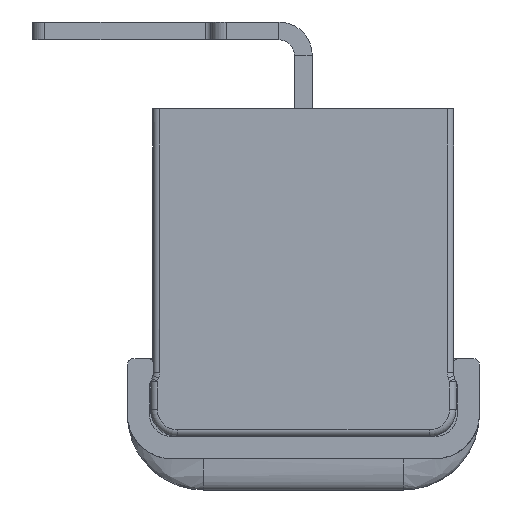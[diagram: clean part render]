
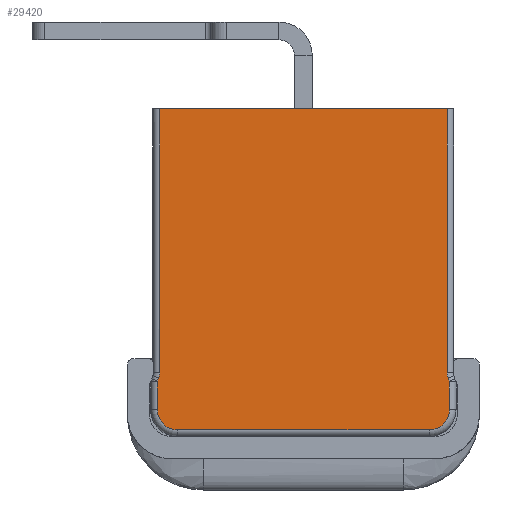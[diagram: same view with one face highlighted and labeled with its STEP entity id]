
A CAD part, left-side view. The second image highlights one B-rep face of the part: STEP entity #29420.
In plain terms, the highlighted planar face has unit normal (-1, 0, 0).
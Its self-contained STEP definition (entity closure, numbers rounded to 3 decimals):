
#16530=CARTESIAN_POINT('',(-23.61,5.65,-9.7));
#16531=VERTEX_POINT('',#16530);
#16532=CARTESIAN_POINT('',(-23.61,-5.65,-9.7));
#16533=VERTEX_POINT('',#16532);
#16534=CARTESIAN_POINT('',(-23.61,5.65,-9.7));
#16535=DIRECTION('',(0.,-1.,0.));
#16536=VECTOR('',#16535,11.3);
#16537=LINE('',#16534,#16536);
#16538=EDGE_CURVE('',#16531,#16533,#16537,.T.);
#22585=CARTESIAN_POINT('',(-23.61,-6.45,-7.129));
#22586=VERTEX_POINT('',#22585);
#22587=CARTESIAN_POINT('',(-23.61,-6.45,4.7));
#22588=VERTEX_POINT('',#22587);
#22589=CARTESIAN_POINT('',(-23.61,-6.45,-7.129));
#22590=DIRECTION('',(0.,0.,1.));
#22591=VECTOR('',#22590,11.829);
#22592=LINE('',#22589,#22591);
#22593=EDGE_CURVE('',#22586,#22588,#22592,.T.);
#22627=CARTESIAN_POINT('',(-23.61,-6.492,-7.369));
#22628=VERTEX_POINT('',#22627);
#22629=CARTESIAN_POINT('',(-23.61,-7.15,-7.129));
#22630=DIRECTION('',(0.,0.94,-0.342));
#22631=DIRECTION('',(1.,0.,0.));
#22632=AXIS2_PLACEMENT_3D('',#22629,#22631,#22630);
#22633=CIRCLE('',#22632,0.7);
#22634=EDGE_CURVE('',#22628,#22586,#22633,.T.);
#22653=CARTESIAN_POINT('',(-23.61,-6.544,-7.511));
#22654=VERTEX_POINT('',#22653);
#22655=CARTESIAN_POINT('',(-23.61,-6.544,-7.511));
#22656=DIRECTION('',(0.,0.342,0.94));
#22657=VECTOR('',#22656,0.151);
#22658=LINE('',#22655,#22657);
#22659=EDGE_CURVE('',#22654,#22628,#22658,.T.);
#22690=CARTESIAN_POINT('',(-23.61,-6.55,-7.545));
#22691=VERTEX_POINT('',#22690);
#22692=CARTESIAN_POINT('',(-23.61,-6.45,-7.545));
#22693=DIRECTION('',(0.,-1.,0.));
#22694=DIRECTION('',(-1.,0.,0.));
#22695=AXIS2_PLACEMENT_3D('',#22692,#22694,#22693);
#22696=CIRCLE('',#22695,0.1);
#22697=EDGE_CURVE('',#22691,#22654,#22696,.T.);
#22829=CARTESIAN_POINT('',(-23.61,6.544,-7.511));
#22830=VERTEX_POINT('',#22829);
#22831=CARTESIAN_POINT('',(-23.61,6.55,-7.545));
#22832=VERTEX_POINT('',#22831);
#22833=CARTESIAN_POINT('',(-23.61,6.45,-7.545));
#22834=DIRECTION('',(0.,0.94,0.342));
#22835=DIRECTION('',(-1.,0.,0.));
#22836=AXIS2_PLACEMENT_3D('',#22833,#22835,#22834);
#22837=CIRCLE('',#22836,0.1);
#22838=EDGE_CURVE('',#22830,#22832,#22837,.T.);
#22864=CARTESIAN_POINT('',(-23.61,6.492,-7.369));
#22865=VERTEX_POINT('',#22864);
#22866=CARTESIAN_POINT('',(-23.61,6.492,-7.369));
#22867=DIRECTION('',(0.,0.342,-0.94));
#22868=VECTOR('',#22867,0.151);
#22869=LINE('',#22866,#22868);
#22870=EDGE_CURVE('',#22865,#22830,#22869,.T.);
#22889=CARTESIAN_POINT('',(-23.61,6.45,-7.129));
#22890=VERTEX_POINT('',#22889);
#22891=CARTESIAN_POINT('',(-23.61,7.15,-7.129));
#22892=DIRECTION('',(0.,-1.,0.));
#22893=DIRECTION('',(1.,0.,0.));
#22894=AXIS2_PLACEMENT_3D('',#22891,#22893,#22892);
#22895=CIRCLE('',#22894,0.7);
#22896=EDGE_CURVE('',#22890,#22865,#22895,.T.);
#22926=CARTESIAN_POINT('',(-23.61,6.45,4.7));
#22927=VERTEX_POINT('',#22926);
#22928=CARTESIAN_POINT('',(-23.61,6.45,-7.129));
#22929=DIRECTION('',(0.,0.,1.));
#22930=VECTOR('',#22929,11.829);
#22931=LINE('',#22928,#22930);
#22932=EDGE_CURVE('',#22890,#22927,#22931,.T.);
#29368=CARTESIAN_POINT('',(-23.61,5.65,-8.8));
#29369=DIRECTION('',(0.,-1.,0.));
#29370=DIRECTION('',(-1.,0.,0.));
#29371=AXIS2_PLACEMENT_3D('',#29368,#29370,#29369);
#29372=PLANE('',#29371);
#29373=ORIENTED_EDGE('',*,*,#22932,.F.);
#29374=ORIENTED_EDGE('',*,*,#22896,.T.);
#29375=ORIENTED_EDGE('',*,*,#22870,.T.);
#29376=ORIENTED_EDGE('',*,*,#22838,.T.);
#29377=CARTESIAN_POINT('',(-23.61,6.55,-8.8));
#29378=VERTEX_POINT('',#29377);
#29379=CARTESIAN_POINT('',(-23.61,6.55,-7.545));
#29380=DIRECTION('',(0.,0.,-1.));
#29381=VECTOR('',#29380,1.255);
#29382=LINE('',#29379,#29381);
#29383=EDGE_CURVE('',#22832,#29378,#29382,.T.);
#29384=ORIENTED_EDGE('',*,*,#29383,.T.);
#29385=CARTESIAN_POINT('',(-23.61,5.65,-8.8));
#29386=DIRECTION('',(0.,1.,0.));
#29387=DIRECTION('',(-1.,0.,0.));
#29388=AXIS2_PLACEMENT_3D('',#29385,#29387,#29386);
#29389=CIRCLE('',#29388,0.9);
#29390=EDGE_CURVE('',#29378,#16531,#29389,.T.);
#29391=ORIENTED_EDGE('',*,*,#29390,.T.);
#29392=ORIENTED_EDGE('',*,*,#16538,.T.);
#29393=CARTESIAN_POINT('',(-23.61,-6.55,-8.8));
#29394=VERTEX_POINT('',#29393);
#29395=CARTESIAN_POINT('',(-23.61,-5.65,-8.8));
#29396=DIRECTION('',(0.,0.,-1.));
#29397=DIRECTION('',(-1.,0.,0.));
#29398=AXIS2_PLACEMENT_3D('',#29395,#29397,#29396);
#29399=CIRCLE('',#29398,0.9);
#29400=EDGE_CURVE('',#16533,#29394,#29399,.T.);
#29401=ORIENTED_EDGE('',*,*,#29400,.T.);
#29402=CARTESIAN_POINT('',(-23.61,-6.55,-8.8));
#29403=DIRECTION('',(0.,0.,1.));
#29404=VECTOR('',#29403,1.255);
#29405=LINE('',#29402,#29404);
#29406=EDGE_CURVE('',#29394,#22691,#29405,.T.);
#29407=ORIENTED_EDGE('',*,*,#29406,.T.);
#29408=ORIENTED_EDGE('',*,*,#22697,.T.);
#29409=ORIENTED_EDGE('',*,*,#22659,.T.);
#29410=ORIENTED_EDGE('',*,*,#22634,.T.);
#29411=ORIENTED_EDGE('',*,*,#22593,.T.);
#29412=CARTESIAN_POINT('',(-23.61,6.45,4.7));
#29413=DIRECTION('',(0.,-1.,0.));
#29414=VECTOR('',#29413,12.9);
#29415=LINE('',#29412,#29414);
#29416=EDGE_CURVE('',#22927,#22588,#29415,.T.);
#29417=ORIENTED_EDGE('',*,*,#29416,.F.);
#29418=EDGE_LOOP('',(#29373,#29374,#29375,#29376,#29384,#29391,#29392,#29401,#29407,#29408,#29409,#29410,#29411,#29417));
#29419=FACE_OUTER_BOUND('',#29418,.T.);
#29420=ADVANCED_FACE('',(#29419),#29372,.T.);
